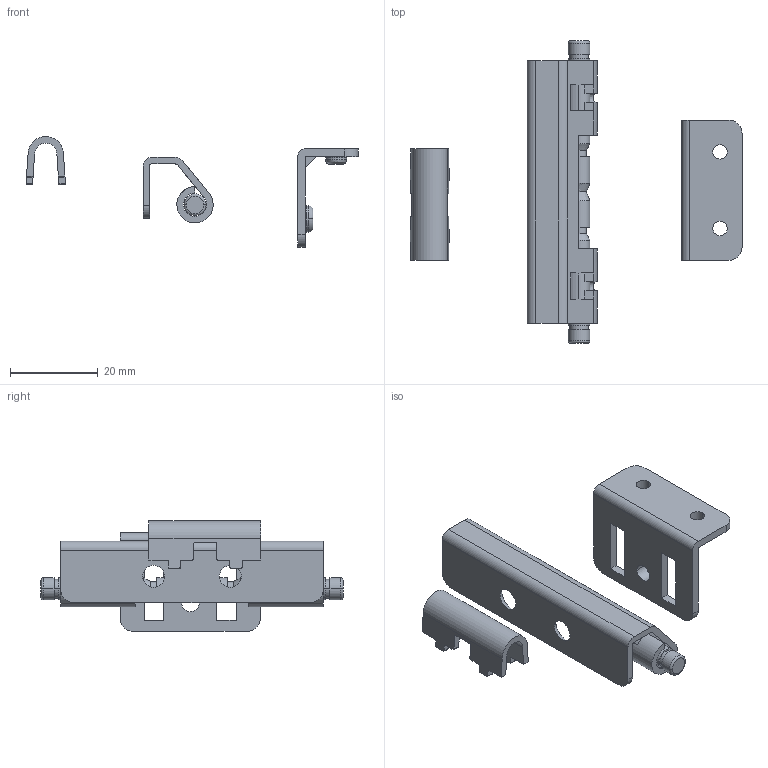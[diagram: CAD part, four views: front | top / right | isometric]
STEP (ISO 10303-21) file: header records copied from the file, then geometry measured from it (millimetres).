
FILE_DESCRIPTION(/* description */ (''),/* implementation_level */ '2;1');
FILE_NAME(/* name */ 'JL027',/* time_stamp */ '2024-10-11T08:13:43+08:00',/* author */ (''),/* organization */ (''),/* preprocessor_version */ 'ST-DEVELOPER v19.2',/* originating_system */ 'Rhino 8.5',/* authorisation */ '');
FILE_SCHEMA (('CONFIG_CONTROL_DESIGN'));
Length unit declared in the file: millimetre
Products named in the file (1): Document
Bounding box: 75.81 x 69 x 25.29 mm (x, y, z)
Volume: 6905.1 mm3; surface area: 9513.4 mm2
Topology: 5 solids, 5 shells, 200 faces, 526 edges, 338 vertices
Faces by surface type: plane 93, cylinder 77, bspline 30
Entity records: 7623 total; most frequent: CARTESIAN_POINT 3380, ORIENTED_EDGE 1052, EDGE_CURVE 526, DIRECTION 478, VERTEX_POINT 338, AXIS2_PLACEMENT_3D 324, B_SPLINE_CURVE_WITH_KNOTS 315, EDGE_LOOP 220
